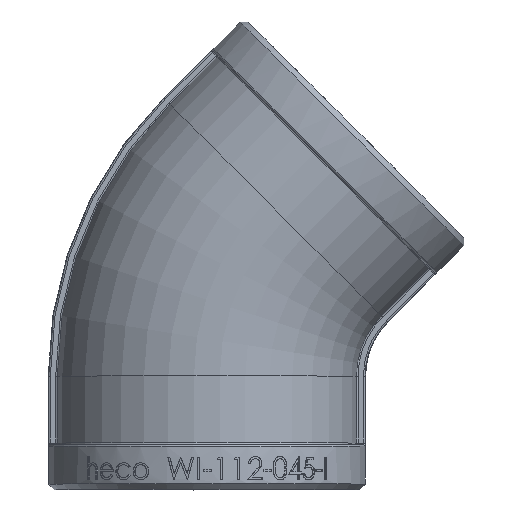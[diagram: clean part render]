
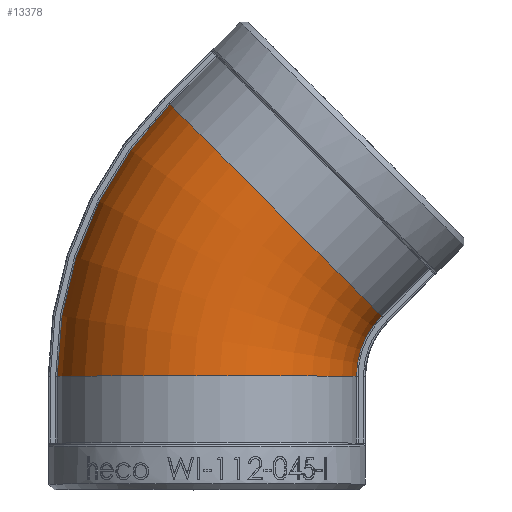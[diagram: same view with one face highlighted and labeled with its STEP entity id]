
A CAD part, top view. The second image highlights one B-rep face of the part: STEP entity #13378.
In plain terms, the highlighted toroidal (fillet/blend) face has major radius 41.75 mm and minor radius 26.75 mm.
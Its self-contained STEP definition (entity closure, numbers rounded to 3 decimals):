
#245 = VERTEX_POINT ( 'NONE', #20323 ) ;
#780 = VERTEX_POINT ( 'NONE', #20495 ) ;
#867 = VERTEX_POINT ( 'NONE', #21003 ) ;
#1998 = ORIENTED_EDGE ( 'NONE', *, *, #13351, .F. ) ;
#2709 = ORIENTED_EDGE ( 'NONE', *, *, #8170, .T. ) ;
#2770 = ORIENTED_EDGE ( 'NONE', *, *, #8253, .F. ) ;
#2853 = ORIENTED_EDGE ( 'NONE', *, *, #13139, .F. ) ;
#4451 = CIRCLE ( 'NONE', #15241, 26.75 ) ;
#4716 = EDGE_LOOP ( 'NONE', ( #2770, #1998, #2853, #2709 ) ) ;
#6154 = VERTEX_POINT ( 'NONE', #19487 ) ;
#6923 = DIRECTION ( 'NONE',  ( -0.924, 0.383, 0. ) ) ;
#6925 = DIRECTION ( 'NONE',  ( 0., 0., 1. ) ) ;
#6927 = CARTESIAN_POINT ( 'NONE',  ( 41.75, -17.293, 2.769 ) ) ;
#8071 = DIRECTION ( 'NONE',  ( 0.996, 0., -0.093 ) ) ;
#8072 = DIRECTION ( 'NONE',  ( 0., 1., 0. ) ) ;
#8073 = CARTESIAN_POINT ( 'NONE',  ( 0., -17.293, 0. ) ) ;
#8170 = EDGE_CURVE ( 'NONE', #780, #6154, #15106, .T. ) ;
#8253 = EDGE_CURVE ( 'NONE', #245, #6154, #14874, .T. ) ;
#8329 = AXIS2_PLACEMENT_3D ( 'NONE', #6927, #6925, #6923 ) ;
#8510 = AXIS2_PLACEMENT_3D ( 'NONE', #8073, #8072, #8071 ) ;
#9723 = CARTESIAN_POINT ( 'NONE',  ( 41.75, -17.293, 2.769 ) ) ;
#9729 = DIRECTION ( 'NONE',  ( 0., 0., -1. ) ) ;
#10372 = DIRECTION ( 'NONE',  ( -0.924, 0.383, 0. ) ) ;
#13139 = EDGE_CURVE ( 'NONE', #780, #867, #20079, .T. ) ;
#13351 = EDGE_CURVE ( 'NONE', #867, #245, #4451, .T. ) ;
#13378 = ADVANCED_FACE ( 'NONE', ( #19057 ), #19052, .T. ) ;
#14799 = CARTESIAN_POINT ( 'NONE',  ( 41.75, -17.293, 0. ) ) ;
#14800 = DIRECTION ( 'NONE',  ( 0., 0., -1. ) ) ;
#14801 = DIRECTION ( 'NONE',  ( -1., 0., 0. ) ) ;
#14874 = CIRCLE ( 'NONE', #8329, 15.144 ) ;
#14922 = AXIS2_PLACEMENT_3D ( 'NONE', #14799, #14800, #14801 ) ;
#15106 = CIRCLE ( 'NONE', #8510, 26.75 ) ;
#15241 = AXIS2_PLACEMENT_3D ( 'NONE', #18378, #17918, #17631 ) ;
#16958 = AXIS2_PLACEMENT_3D ( 'NONE', #9723, #9729, #10372 ) ;
#17631 = DIRECTION ( 'NONE',  ( 0.704, -0.704, -0.093 ) ) ;
#17918 = DIRECTION ( 'NONE',  ( 0.707, 0.707, 0. ) ) ;
#18378 = CARTESIAN_POINT ( 'NONE',  ( 12.228, 12.228, 0. ) ) ;
#19052 = TOROIDAL_SURFACE ( 'NONE', #14922, 41.75, 26.75 ) ;
#19057 = FACE_OUTER_BOUND ( 'NONE', #4716, .T. ) ;
#19487 = CARTESIAN_POINT ( 'NONE',  ( 26.606, -17.293, 2.769 ) ) ;
#20079 = CIRCLE ( 'NONE', #16958, 68.356 ) ;
#20323 = CARTESIAN_POINT ( 'NONE',  ( 31.042, -6.585, 2.769 ) ) ;
#20495 = CARTESIAN_POINT ( 'NONE',  ( -26.606, -17.293, 2.769 ) ) ;
#21003 = CARTESIAN_POINT ( 'NONE',  ( -6.585, 31.042, 2.769 ) ) ;
